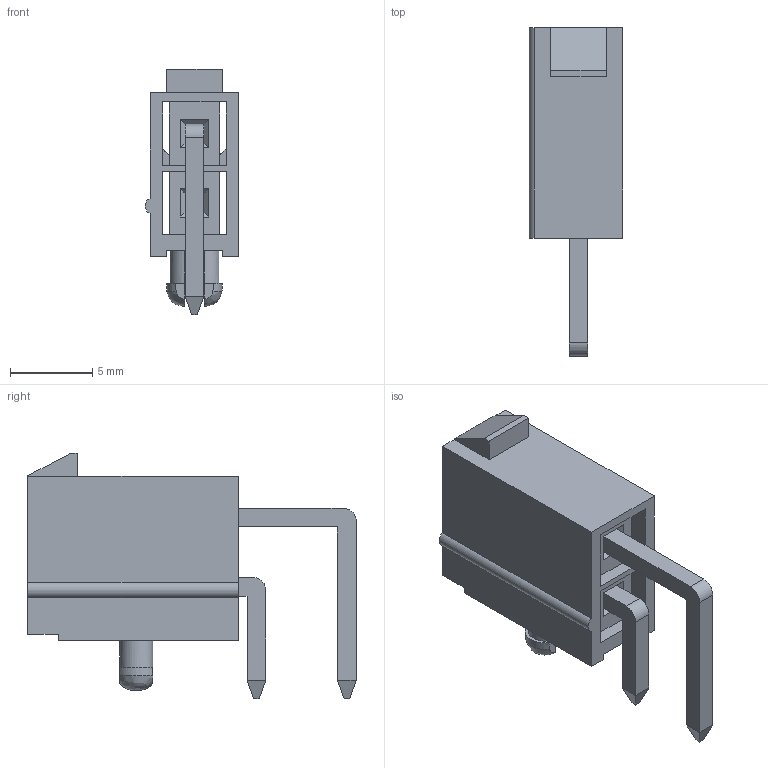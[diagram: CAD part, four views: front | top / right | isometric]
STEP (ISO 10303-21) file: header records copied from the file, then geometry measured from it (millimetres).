
FILE_DESCRIPTION(/* description */ ('Unknown'),/* implementation_level */ '2;1');
FILE_NAME(/* name */ 'J_Wurth_WR-MPC4_649002227222',/* time_stamp */ '2025-06-16T17:46:38+08:00',/* author */ ('Unknown'),/* organization */ ('Unknown'),/* preprocessor_version */ 'ST-DEVELOPER v19.4',/* originating_system */ 'Solid Edge',/* authorisation */ 'Unknown');
FILE_SCHEMA (('AUTOMOTIVE_DESIGN {1 0 10303 214 3 1 1}'));
Length unit declared in the file: millimetre
Products named in the file (2): J_Wurth_WR-MPC4_649002227222
Assembly tree (1 placements, depth 2):
  J_Wurth_WR-MPC4_649002227222
    J_Wurth_WR-MPC4_649002227222
Bounding box: 5.7 x 19.97 x 14.9 mm (x, y, z)
Volume: 437.1 mm3; surface area: 1105.5 mm2
Topology: 1 solids, 1 shells, 106 faces, 267 edges, 168 vertices
Faces by surface type: plane 97, cylinder 5, bspline 4
Entity records: 4173 total; most frequent: CARTESIAN_POINT 896, ORIENTED_EDGE 534, DIRECTION 459, EDGE_CURVE 267, LINE 235, VECTOR 235, VERTEX_POINT 168, EDGE_LOOP 119
